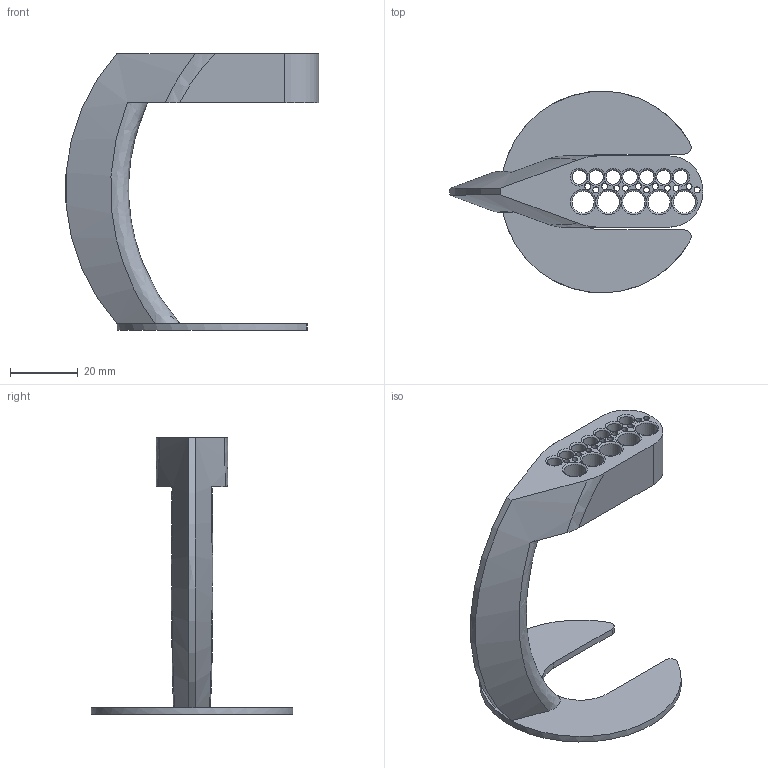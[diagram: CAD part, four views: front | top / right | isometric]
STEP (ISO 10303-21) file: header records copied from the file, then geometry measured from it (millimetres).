
FILE_DESCRIPTION(/* description */ (''),/* implementation_level */ '2;1');
FILE_NAME(/* name */ 'electrode_holder_rev_A_v9.step',/* time_stamp */ '2025-05-20T17:35:58-04:00',/* author */ (''),/* organization */ (''),/* preprocessor_version */ 'ST-DEVELOPER v20.1',/* originating_system */ 'Autodesk Translation Framework v14.4.0.0',/* authorisation */ '');
FILE_SCHEMA (('AUTOMOTIVE_DESIGN { 1 0 10303 214 3 1 1 }'));
Length unit declared in the file: millimetre
Products named in the file (1): electrode holder rev A
Bounding box: 74.99 x 59.72 x 82 mm (x, y, z)
Volume: 25121.1 mm3; surface area: 14927.7 mm2
Topology: 1 solids, 1 shells, 60 faces, 186 edges, 116 vertices
Faces by surface type: cylinder 31, torus 12, plane 9, bspline 8
Full cylindrical faces by diameter (mm): 1.75 x12, 4.25 x7, 6.5 x5
Entity records: 2573 total; most frequent: CARTESIAN_POINT 792, ORIENTED_EDGE 372, DIRECTION 368, EDGE_CURVE 186, AXIS2_PLACEMENT_3D 160, VERTEX_POINT 116, CIRCLE 107, EDGE_LOOP 96
